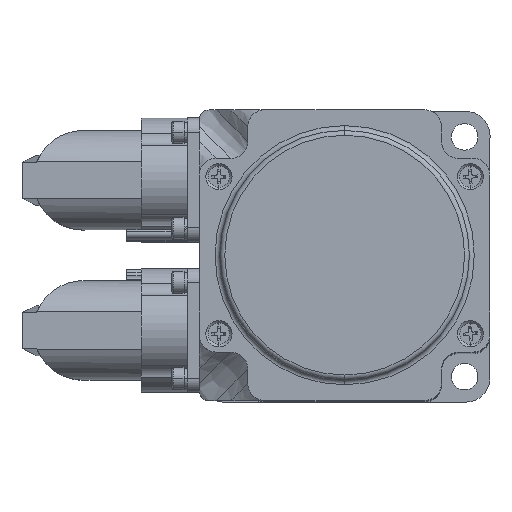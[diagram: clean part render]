
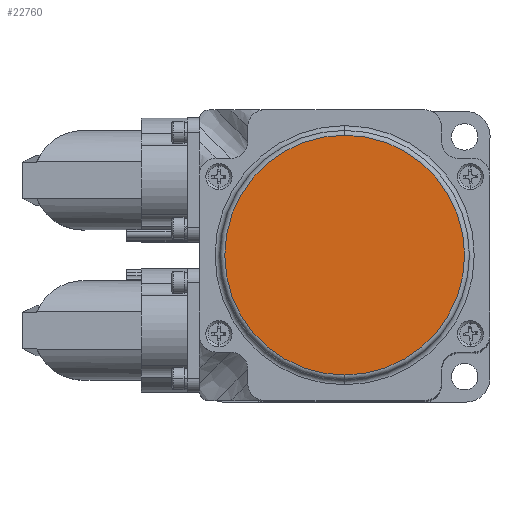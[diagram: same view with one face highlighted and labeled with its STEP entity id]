
A CAD part, top view. The second image highlights one B-rep face of the part: STEP entity #22760.
In plain terms, the highlighted planar face has unit normal (0, 0, 1).
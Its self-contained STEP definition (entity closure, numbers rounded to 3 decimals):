
#485 = AXIS2_PLACEMENT_3D ( 'NONE', #23337, #5979, #21238 ) ;
#626 = CARTESIAN_POINT ( 'NONE',  ( 0.045, -1.447, 139.2 ) ) ;
#1060 = DIRECTION ( 'NONE',  ( 0., 0., 1. ) ) ;
#1896 = FACE_OUTER_BOUND ( 'NONE', #7787, .T. ) ;
#2823 = DIRECTION ( 'NONE',  ( 0., 1., 0. ) ) ;
#3299 = EDGE_CURVE ( 'NONE', #14764, #13710, #7942, .T. ) ;
#5689 = AXIS2_PLACEMENT_3D ( 'NONE', #14078, #1060, #16311 ) ;
#5979 = DIRECTION ( 'NONE',  ( 0., 0., 1. ) ) ;
#7787 = EDGE_LOOP ( 'NONE', ( #12569, #14391 ) ) ;
#7942 = CIRCLE ( 'NONE', #5689, 24.75 ) ;
#8685 = AXIS2_PLACEMENT_3D ( 'NONE', #626, #15871, #2823 ) ;
#9205 = CARTESIAN_POINT ( 'NONE',  ( 0.045, -26.197, 139.2 ) ) ;
#12569 = ORIENTED_EDGE ( 'NONE', *, *, #13471, .T. ) ;
#13471 = EDGE_CURVE ( 'NONE', #13710, #14764, #22297, .T. ) ;
#13710 = VERTEX_POINT ( 'NONE', #28010 ) ;
#14078 = CARTESIAN_POINT ( 'NONE',  ( 0.045, -1.447, 139.2 ) ) ;
#14391 = ORIENTED_EDGE ( 'NONE', *, *, #3299, .T. ) ;
#14764 = VERTEX_POINT ( 'NONE', #9205 ) ;
#15871 = DIRECTION ( 'NONE',  ( 0., 0., 1. ) ) ;
#16311 = DIRECTION ( 'NONE',  ( 0., 1., 0. ) ) ;
#16870 = PLANE ( 'NONE',  #485 ) ;
#21238 = DIRECTION ( 'NONE',  ( 0., 1., 0. ) ) ;
#22297 = CIRCLE ( 'NONE', #8685, 24.75 ) ;
#22760 = ADVANCED_FACE ( 'NONE', ( #1896 ), #16870, .T. ) ;
#23337 = CARTESIAN_POINT ( 'NONE',  ( 0.045, -1.447, 139.2 ) ) ;
#28010 = CARTESIAN_POINT ( 'NONE',  ( 0.045, 23.303, 139.2 ) ) ;
